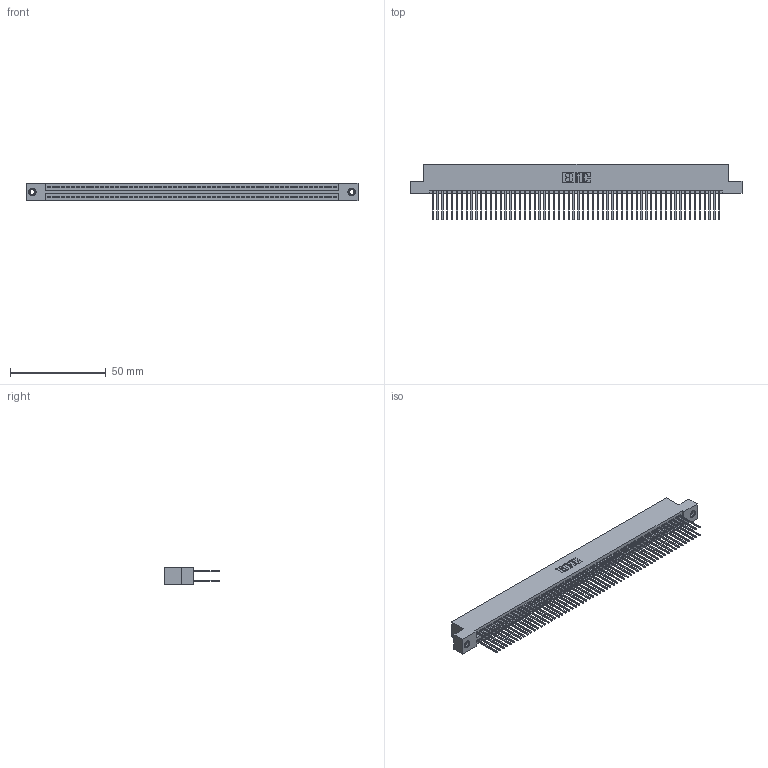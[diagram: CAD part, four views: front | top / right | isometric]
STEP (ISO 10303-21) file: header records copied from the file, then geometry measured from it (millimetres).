
FILE_DESCRIPTION (( 'STEP AP203' ), '1' );
FILE_NAME ('345-120-540-207.STEP', '2019-11-06T01:20:57', ( '' ), ( '' ), 'SwSTEP 2.0', 'SolidWorks 2016', '' );
FILE_SCHEMA (( 'CONFIG_CONTROL_DESIGN' ));
Length unit declared in the file: inch
Products named in the file (4): 345-120-540-207; 345-292-001_345-293-140; 345-250-001_345-250-005-103; 345 Part_Flush Mounting Lugs - 0.156 Dia-TI
Assembly tree (123 placements, depth 2):
  345-120-540-207
    345 Part_Flush Mounting Lugs - 0.156 Dia-TI
    345-292-001_345-293-140  x120
    345-250-001_345-250-005-103  x2
Bounding box: 173.61 x 29.13 x 9.4 mm (x, y, z)
Volume: 17473 mm3; surface area: 28315.1 mm2
Topology: 123 solids, 123 shells, 6186 faces, 18357 edges, 12070 vertices
Faces by surface type: plane 4072, cylinder 2098, cone 12, torus 4
Entity records: 45858 total; most frequent: CARTESIAN_POINT 7651, ORIENTED_EDGE 7578, DIRECTION 6751, EDGE_CURVE 3789, LINE 3397, VECTOR 3397, VERTEX_POINT 2520, AXIS2_PLACEMENT_3D 1677
